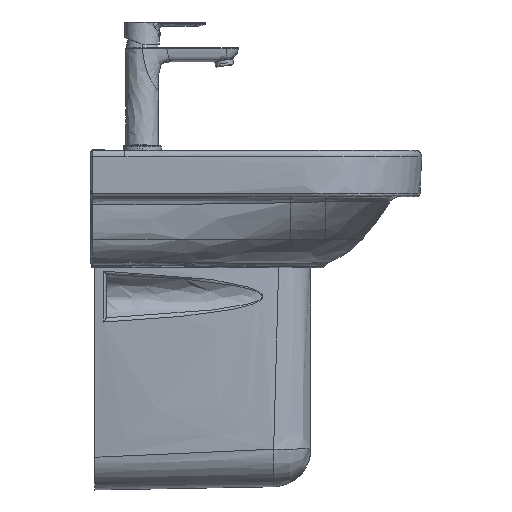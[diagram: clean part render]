
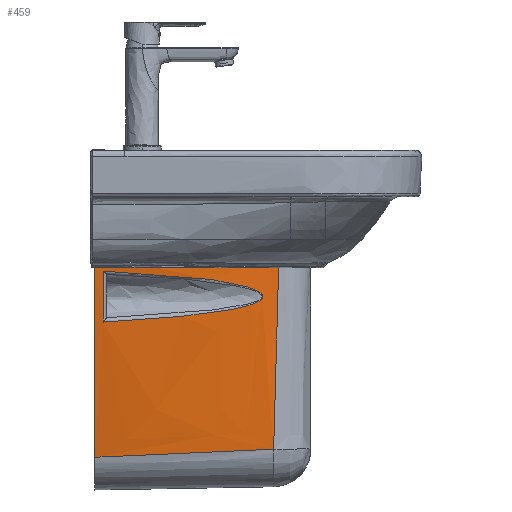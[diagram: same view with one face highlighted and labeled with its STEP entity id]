
A CAD part, left-side view. The second image highlights one B-rep face of the part: STEP entity #459.
In plain terms, the highlighted free-form (B-spline) face has degree [3, 3] with [4, 4] control points.
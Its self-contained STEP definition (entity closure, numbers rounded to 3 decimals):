
#459=ADVANCED_FACE('',(#942,#525),#6587,.T.);
#525=FACE_BOUND('',#1418,.T.);
#942=FACE_OUTER_BOUND('',#1417,.T.);
#1417=EDGE_LOOP('',(#3398,#3399,#3400,#3401));
#1418=EDGE_LOOP('',(#3402,#3403));
#3398=ORIENTED_EDGE('',*,*,#4642,.T.);
#3399=ORIENTED_EDGE('',*,*,#4577,.T.);
#3400=ORIENTED_EDGE('',*,*,#4578,.T.);
#3401=ORIENTED_EDGE('',*,*,#4579,.T.);
#3402=ORIENTED_EDGE('',*,*,#4574,.T.);
#3403=ORIENTED_EDGE('',*,*,#4570,.T.);
#4570=EDGE_CURVE('',#6350,#6349,#5674,.T.);
#4574=EDGE_CURVE('',#6349,#6350,#5678,.T.);
#4577=EDGE_CURVE('',#6355,#6356,#5680,.T.);
#4578=EDGE_CURVE('',#6356,#6357,#5681,.T.);
#4579=EDGE_CURVE('',#6357,#6354,#5682,.T.);
#4642=EDGE_CURVE('',#6354,#6355,#5729,.T.);
#5674=B_SPLINE_CURVE_WITH_KNOTS('',3,(#121673,#121674,#121675,#121676,#121677,
#121678,#121679,#121680,#121681,#121682,#121683,#121684,#121685,#121686,
#121687,#121688,#121689,#121690,#121691,#121692,#121693,#121694,#121695,
#121696,#121697,#121698,#121699,#121700,#121701,#121702,#121703,#121704,
#121705),.UNSPECIFIED.,.F.,.F.,(4,1,1,1,1,1,1,1,1,1,1,1,1,1,1,1,1,1,1,1,
1,1,1,1,1,1,1,1,1,1,4),(1.086,7.218,13.35,
14.372,15.394,16.416,19.482,20.504,
21.015,21.271,21.526,21.867,22.207,
22.378,22.463,22.548,22.718,22.889,
23.229,23.57,23.698,23.826,24.081,
24.592,25.614,27.147,28.68,31.746,
34.812,37.878,44.01),.UNSPECIFIED.);
#5678=B_SPLINE_CURVE_WITH_KNOTS('',3,(#121722,#121723,#121724,#121725),
 .UNSPECIFIED.,.F.,.F.,(4,4),(17.69,24.377),
 .UNSPECIFIED.);
#5680=B_SPLINE_CURVE_WITH_KNOTS('',3,(#121735,#121736,#121737,#121738),
 .UNSPECIFIED.,.F.,.F.,(4,4),(-241.837,0.),.UNSPECIFIED.);
#5681=B_SPLINE_CURVE_WITH_KNOTS('',3,(#121739,#121740,#121741,#121742),
 .UNSPECIFIED.,.F.,.F.,(4,4),(0.,265.777),.UNSPECIFIED.);
#5682=B_SPLINE_CURVE_WITH_KNOTS('',3,(#121743,#121744,#121745,#121746),
 .UNSPECIFIED.,.F.,.F.,(4,4),(0.,232.077),.UNSPECIFIED.);
#5729=B_SPLINE_CURVE_WITH_KNOTS('',3,(#122255,#122256,#122257,#122258,#122259,
#122260,#122261,#122262,#122263,#122264),.UNSPECIFIED.,.F.,.F.,(4,1,1,1,
1,1,1,4),(0.,0.45,0.901,1.802,3.603,
7.206,14.413,25.222),.UNSPECIFIED.);
#6349=VERTEX_POINT('',#121544);
#6350=VERTEX_POINT('',#121545);
#6354=VERTEX_POINT('',#121549);
#6355=VERTEX_POINT('',#121550);
#6356=VERTEX_POINT('',#121551);
#6357=VERTEX_POINT('',#121552);
#6587=B_SPLINE_SURFACE_WITH_KNOTS('',3,3,((#120215,#120216,#120217,#120218),
(#120219,#120220,#120221,#120222),(#120223,#120224,#120225,#120226),(#120227,
#120228,#120229,#120230)),.UNSPECIFIED.,.F.,.F.,.F.,(4,4),(4,4),(0.,265.777),
(0.,241.837),.UNSPECIFIED.);
#120215=CARTESIAN_POINT('',(-125.874,208.951,-51.694));
#120216=CARTESIAN_POINT('',(-113.095,129.358,-51.708));
#120217=CARTESIAN_POINT('',(-100.316,49.765,-51.721));
#120218=CARTESIAN_POINT('',(-87.537,-29.828,-51.735));
#120219=CARTESIAN_POINT('',(-112.415,208.949,-139.258));
#120220=CARTESIAN_POINT('',(-103.487,129.356,-138.069));
#120221=CARTESIAN_POINT('',(-94.559,49.764,-136.88));
#120222=CARTESIAN_POINT('',(-85.631,-29.828,-135.691));
#120223=CARTESIAN_POINT('',(-89.084,208.945,-291.04));
#120224=CARTESIAN_POINT('',(-86.831,129.354,-286.64));
#120225=CARTESIAN_POINT('',(-84.577,49.762,-282.241));
#120226=CARTESIAN_POINT('',(-82.323,-29.829,-277.841));
#120227=CARTESIAN_POINT('',(-85.496,208.945,-314.386));
#120228=CARTESIAN_POINT('',(-84.27,129.353,-310.792));
#120229=CARTESIAN_POINT('',(-83.044,49.762,-307.198));
#120230=CARTESIAN_POINT('',(-81.819,-29.829,-303.604));
#121544=CARTESIAN_POINT('',(-111.249,198.384,-138.938));
#121545=CARTESIAN_POINT('',(-121.027,198.218,-72.791));
#121549=CARTESIAN_POINT('',(-81.926,-22.869,-303.918));
#121550=CARTESIAN_POINT('',(-87.537,-29.828,-51.735));
#121551=CARTESIAN_POINT('',(-125.874,208.951,-51.694));
#121552=CARTESIAN_POINT('',(-85.496,208.945,-314.386));
#121673=CARTESIAN_POINT('',(-121.027,198.218,-72.791));
#121674=CARTESIAN_POINT('',(-117.922,178.028,-73.389));
#121675=CARTESIAN_POINT('',(-111.661,137.668,-75.226));
#121676=CARTESIAN_POINT('',(-104.876,94.025,-78.982));
#121677=CARTESIAN_POINT('',(-100.758,67.313,-82.337));
#121678=CARTESIAN_POINT('',(-99.222,57.321,-83.735));
#121679=CARTESIAN_POINT('',(-96.67,40.671,-86.357));
#121680=CARTESIAN_POINT('',(-94.121,23.888,-89.593));
#121681=CARTESIAN_POINT('',(-91.933,9.415,-93.795));
#121682=CARTESIAN_POINT('',(-91.096,3.896,-95.818));
#121683=CARTESIAN_POINT('',(-90.624,0.805,-97.139));
#121684=CARTESIAN_POINT('',(-90.236,-1.721,-98.357));
#121685=CARTESIAN_POINT('',(-89.812,-4.441,-99.937));
#121686=CARTESIAN_POINT('',(-89.456,-6.645,-101.673));
#121687=CARTESIAN_POINT('',(-89.237,-7.885,-103.242));
#121688=CARTESIAN_POINT('',(-89.135,-8.39,-104.258));
#121689=CARTESIAN_POINT('',(-89.054,-8.719,-105.351));
#121690=CARTESIAN_POINT('',(-89.007,-8.682,-106.811));
#121691=CARTESIAN_POINT('',(-89.063,-7.674,-108.907));
#121692=CARTESIAN_POINT('',(-89.262,-5.559,-110.88));
#121693=CARTESIAN_POINT('',(-89.499,-3.251,-112.318));
#121694=CARTESIAN_POINT('',(-89.684,-1.497,-113.238));
#121695=CARTESIAN_POINT('',(-89.847,0.035,-113.978));
#121696=CARTESIAN_POINT('',(-90.141,2.775,-115.162));
#121697=CARTESIAN_POINT('',(-90.75,8.37,-117.186));
#121698=CARTESIAN_POINT('',(-91.826,18.164,-119.936));
#121699=CARTESIAN_POINT('',(-93.287,31.475,-122.792));
#121700=CARTESIAN_POINT('',(-95.478,51.513,-126.236));
#121701=CARTESIAN_POINT('',(-98.211,76.717,-129.561));
#121702=CARTESIAN_POINT('',(-101.477,107.077,-132.687));
#121703=CARTESIAN_POINT('',(-105.822,147.653,-136.046));
#121704=CARTESIAN_POINT('',(-109.072,178.083,-137.901));
#121705=CARTESIAN_POINT('',(-111.249,198.384,-138.938));
#121722=CARTESIAN_POINT('',(-111.249,198.384,-138.938));
#121723=CARTESIAN_POINT('',(-114.511,198.328,-116.889));
#121724=CARTESIAN_POINT('',(-117.77,198.273,-94.84));
#121725=CARTESIAN_POINT('',(-121.027,198.218,-72.791));
#121735=CARTESIAN_POINT('',(-87.537,-29.828,-51.735));
#121736=CARTESIAN_POINT('',(-100.316,49.765,-51.721));
#121737=CARTESIAN_POINT('',(-113.095,129.358,-51.708));
#121738=CARTESIAN_POINT('',(-125.874,208.951,-51.694));
#121739=CARTESIAN_POINT('',(-125.874,208.951,-51.694));
#121740=CARTESIAN_POINT('',(-112.415,208.949,-139.258));
#121741=CARTESIAN_POINT('',(-89.085,208.945,-291.04));
#121742=CARTESIAN_POINT('',(-85.496,208.945,-314.386));
#121743=CARTESIAN_POINT('',(-85.496,208.945,-314.386));
#121744=CARTESIAN_POINT('',(-84.306,131.673,-310.897));
#121745=CARTESIAN_POINT('',(-83.116,54.402,-307.407));
#121746=CARTESIAN_POINT('',(-81.926,-22.869,-303.918));
#122255=CARTESIAN_POINT('',(-81.926,-22.869,-303.918));
#122256=CARTESIAN_POINT('',(-81.959,-22.908,-302.459));
#122257=CARTESIAN_POINT('',(-82.029,-22.986,-299.49));
#122258=CARTESIAN_POINT('',(-82.175,-23.146,-293.521));
#122259=CARTESIAN_POINT('',(-82.436,-23.432,-283.035));
#122260=CARTESIAN_POINT('',(-82.961,-24.011,-262.03));
#122261=CARTESIAN_POINT('',(-83.993,-25.182,-219.988));
#122262=CARTESIAN_POINT('',(-85.656,-27.194,-147.89));
#122263=CARTESIAN_POINT('',(-86.874,-28.855,-87.801));
#122264=CARTESIAN_POINT('',(-87.537,-29.828,-51.735));
